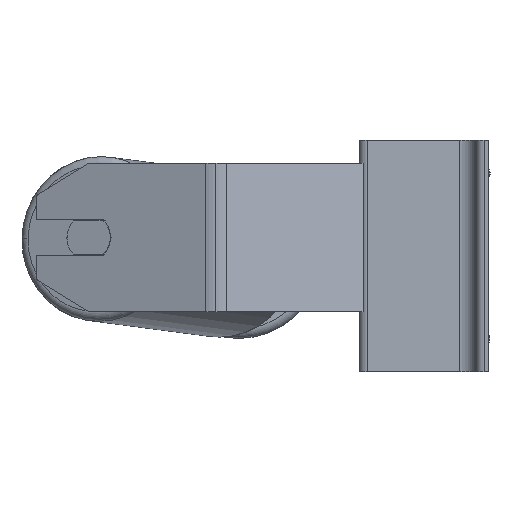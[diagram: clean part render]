
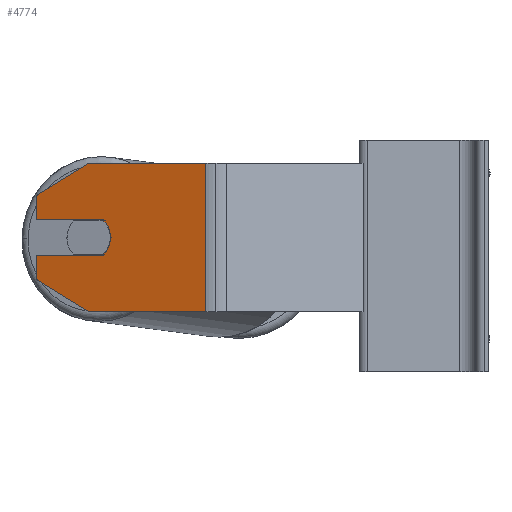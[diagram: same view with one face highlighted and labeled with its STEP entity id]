
A CAD part, left-side view. The second image highlights one B-rep face of the part: STEP entity #4774.
In plain terms, the highlighted planar face has unit normal (-0.94, 0.342, 0).
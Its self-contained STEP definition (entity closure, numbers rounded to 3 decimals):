
#180 = DIRECTION ( 'NONE',  ( 0.296, 0.814, -0.5 ) ) ;
#185 = ORIENTED_EDGE ( 'NONE', *, *, #5144, .F. ) ;
#280 = VECTOR ( 'NONE', #3885, 1000. ) ;
#325 = EDGE_CURVE ( 'NONE', #4509, #3264, #4873, .T. ) ;
#342 = EDGE_CURVE ( 'NONE', #3264, #4755, #455, .T. ) ;
#455 = CIRCLE ( 'NONE', #6293, 12.5 ) ;
#595 = LINE ( 'NONE', #7042, #7194 ) ;
#949 = CARTESIAN_POINT ( 'NONE',  ( -344.153, 156.391, 0.5 ) ) ;
#996 = VERTEX_POINT ( 'NONE', #7468 ) ;
#1022 = LINE ( 'NONE', #5952, #9781 ) ;
#1025 = CARTESIAN_POINT ( 'NONE',  ( -331.114, 192.216, -30. ) ) ;
#1179 = DIRECTION ( 'NONE',  ( -0.342, -0.94, 0. ) ) ;
#1192 = LINE ( 'NONE', #4458, #4093 ) ;
#1339 = CARTESIAN_POINT ( 'NONE',  ( -331.114, 192.216, 19.5 ) ) ;
#1528 = VERTEX_POINT ( 'NONE', #9388 ) ;
#1628 = CARTESIAN_POINT ( 'NONE',  ( -341.374, 164.025, 10. ) ) ;
#1682 = DIRECTION ( 'NONE',  ( -0.342, -0.94, 0. ) ) ;
#2052 = DIRECTION ( 'NONE',  ( -0.296, -0.814, -0.5 ) ) ;
#2059 = AXIS2_PLACEMENT_3D ( 'NONE', #5530, #3801, #10373 ) ;
#2130 = LINE ( 'NONE', #7874, #8233 ) ;
#2281 = DIRECTION ( 'NONE',  ( -0.342, -0.94, 0. ) ) ;
#2509 = EDGE_CURVE ( 'NONE', #9064, #8136, #595, .T. ) ;
#2579 = CIRCLE ( 'NONE', #4134, 12.5 ) ;
#2601 = ORIENTED_EDGE ( 'NONE', *, *, #6763, .T. ) ;
#2715 = CARTESIAN_POINT ( 'NONE',  ( -331.114, 192.216, -12.679 ) ) ;
#2816 = EDGE_CURVE ( 'NONE', #3631, #9064, #1022, .T. ) ;
#3018 = CARTESIAN_POINT ( 'NONE',  ( -331.114, 192.216, 50. ) ) ;
#3080 = DIRECTION ( 'NONE',  ( 0., 0., -1. ) ) ;
#3264 = VERTEX_POINT ( 'NONE', #949 ) ;
#3316 = ORIENTED_EDGE ( 'NONE', *, *, #2816, .F. ) ;
#3475 = CARTESIAN_POINT ( 'NONE',  ( -331.114, 192.216, 0.5 ) ) ;
#3509 = CARTESIAN_POINT ( 'NONE',  ( -364.402, 100.757, 50. ) ) ;
#3631 = VERTEX_POINT ( 'NONE', #5106 ) ;
#3801 = DIRECTION ( 'NONE',  ( 0.94, -0.342, 0. ) ) ;
#3885 = DIRECTION ( 'NONE',  ( 0.342, 0.94, 0. ) ) ;
#3989 = EDGE_CURVE ( 'NONE', #1528, #8136, #9351, .T. ) ;
#4045 = VERTEX_POINT ( 'NONE', #1339 ) ;
#4093 = VECTOR ( 'NONE', #2052, 1000. ) ;
#4134 = AXIS2_PLACEMENT_3D ( 'NONE', #1628, #9695, #2281 ) ;
#4271 = ORIENTED_EDGE ( 'NONE', *, *, #325, .F. ) ;
#4458 = CARTESIAN_POINT ( 'NONE',  ( -341.374, 164.025, -30. ) ) ;
#4509 = VERTEX_POINT ( 'NONE', #3475 ) ;
#4581 = CARTESIAN_POINT ( 'NONE',  ( -331.114, 192.216, 19.5 ) ) ;
#4746 = CARTESIAN_POINT ( 'NONE',  ( -364.402, 100.757, -30. ) ) ;
#4755 = VERTEX_POINT ( 'NONE', #8767 ) ;
#4774 = ADVANCED_FACE ( 'NONE', ( #9722 ), #10325, .F. ) ;
#4873 = LINE ( 'NONE', #7354, #10079 ) ;
#4933 = EDGE_LOOP ( 'NONE', ( #10523, #9347, #8476, #8344, #3316, #7221, #2601, #6847, #185, #9549, #4271 ) ) ;
#5008 = VERTEX_POINT ( 'NONE', #2715 ) ;
#5106 = CARTESIAN_POINT ( 'NONE',  ( -341.374, 164.025, 50. ) ) ;
#5144 = EDGE_CURVE ( 'NONE', #4755, #996, #2579, .T. ) ;
#5258 = DIRECTION ( 'NONE',  ( -0.342, -0.94, 0. ) ) ;
#5385 = VERTEX_POINT ( 'NONE', #6773 ) ;
#5530 = CARTESIAN_POINT ( 'NONE',  ( -331.114, 192.216, 50. ) ) ;
#5561 = LINE ( 'NONE', #4581, #280 ) ;
#5586 = VECTOR ( 'NONE', #3080, 1000. ) ;
#5920 = LINE ( 'NONE', #10181, #7838 ) ;
#5952 = CARTESIAN_POINT ( 'NONE',  ( -331.114, 192.216, 50. ) ) ;
#6293 = AXIS2_PLACEMENT_3D ( 'NONE', #8245, #6563, #1682 ) ;
#6393 = DIRECTION ( 'NONE',  ( 0., 0., -1. ) ) ;
#6563 = DIRECTION ( 'NONE',  ( -0.94, 0.342, 0. ) ) ;
#6763 = EDGE_CURVE ( 'NONE', #5385, #4045, #7226, .T. ) ;
#6773 = CARTESIAN_POINT ( 'NONE',  ( -331.114, 192.216, 32.679 ) ) ;
#6847 = ORIENTED_EDGE ( 'NONE', *, *, #7812, .F. ) ;
#7042 = CARTESIAN_POINT ( 'NONE',  ( -364.402, 100.757, 50. ) ) ;
#7194 = VECTOR ( 'NONE', #6393, 1000. ) ;
#7221 = ORIENTED_EDGE ( 'NONE', *, *, #8366, .T. ) ;
#7226 = LINE ( 'NONE', #3018, #5586 ) ;
#7354 = CARTESIAN_POINT ( 'NONE',  ( -331.114, 192.216, 0.5 ) ) ;
#7371 = VECTOR ( 'NONE', #5258, 1000. ) ;
#7468 = CARTESIAN_POINT ( 'NONE',  ( -344.153, 156.391, 19.5 ) ) ;
#7812 = EDGE_CURVE ( 'NONE', #996, #4045, #5561, .T. ) ;
#7838 = VECTOR ( 'NONE', #180, 1000. ) ;
#7874 = CARTESIAN_POINT ( 'NONE',  ( -331.114, 192.216, 50. ) ) ;
#8136 = VERTEX_POINT ( 'NONE', #4746 ) ;
#8233 = VECTOR ( 'NONE', #9952, 1000. ) ;
#8245 = CARTESIAN_POINT ( 'NONE',  ( -341.374, 164.025, 10. ) ) ;
#8344 = ORIENTED_EDGE ( 'NONE', *, *, #2509, .F. ) ;
#8366 = EDGE_CURVE ( 'NONE', #3631, #5385, #5920, .T. ) ;
#8476 = ORIENTED_EDGE ( 'NONE', *, *, #3989, .T. ) ;
#8767 = CARTESIAN_POINT ( 'NONE',  ( -345.65, 152.279, 10. ) ) ;
#9064 = VERTEX_POINT ( 'NONE', #3509 ) ;
#9347 = ORIENTED_EDGE ( 'NONE', *, *, #9975, .T. ) ;
#9351 = LINE ( 'NONE', #1025, #7371 ) ;
#9388 = CARTESIAN_POINT ( 'NONE',  ( -341.374, 164.025, -30. ) ) ;
#9549 = ORIENTED_EDGE ( 'NONE', *, *, #342, .F. ) ;
#9695 = DIRECTION ( 'NONE',  ( -0.94, 0.342, 0. ) ) ;
#9722 = FACE_OUTER_BOUND ( 'NONE', #4933, .T. ) ;
#9781 = VECTOR ( 'NONE', #1179, 1000. ) ;
#9952 = DIRECTION ( 'NONE',  ( 0., 0., -1. ) ) ;
#9975 = EDGE_CURVE ( 'NONE', #5008, #1528, #1192, .T. ) ;
#10079 = VECTOR ( 'NONE', #10650, 1000. ) ;
#10181 = CARTESIAN_POINT ( 'NONE',  ( -331.114, 192.216, 32.679 ) ) ;
#10325 = PLANE ( 'NONE',  #2059 ) ;
#10361 = EDGE_CURVE ( 'NONE', #4509, #5008, #2130, .T. ) ;
#10373 = DIRECTION ( 'NONE',  ( 0.342, 0.94, 0. ) ) ;
#10523 = ORIENTED_EDGE ( 'NONE', *, *, #10361, .T. ) ;
#10650 = DIRECTION ( 'NONE',  ( -0.342, -0.94, 0. ) ) ;
